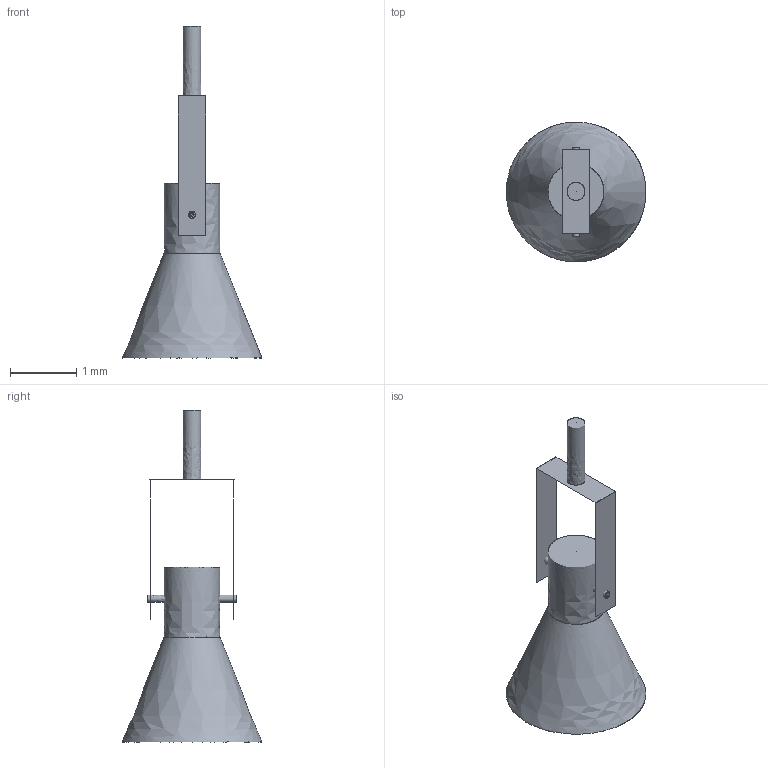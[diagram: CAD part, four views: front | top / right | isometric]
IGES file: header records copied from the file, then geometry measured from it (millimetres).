
Global section: file name: Spotlight.igs; native system: XCMODEL ver.3.0 Universita' di Bologna; preprocessor: formato IGES Nov. 2001; date: 130522.214154; units: millimetre
Bounding box: 2.11 x 2.11 x 5 mm (x, y, z)
Surface area: 20.5 mm2 (no closed solid volume)
Topology: 0 solids, 0 shells, 7 faces, 24 edges, 20 vertices
Faces by surface type: bspline 7
